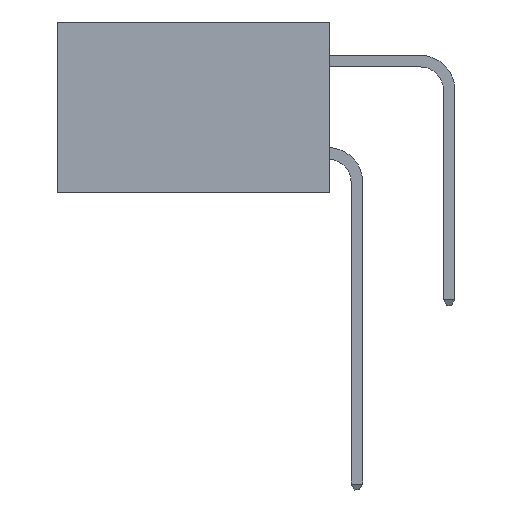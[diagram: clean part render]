
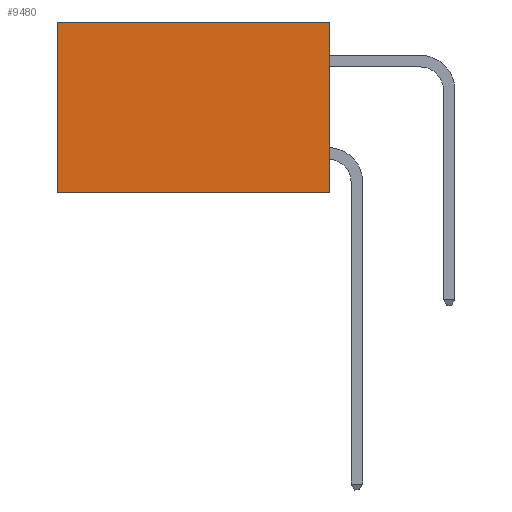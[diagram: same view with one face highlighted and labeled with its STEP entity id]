
A CAD part, left-side view. The second image highlights one B-rep face of the part: STEP entity #9480.
In plain terms, the highlighted planar face has unit normal (-1, 0, 0).
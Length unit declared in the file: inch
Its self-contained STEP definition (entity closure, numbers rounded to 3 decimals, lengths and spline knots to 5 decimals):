
#137 = VERTEX_POINT ( 'NONE', #8351 ) ;
#574 = VERTEX_POINT ( 'NONE', #2674 ) ;
#654 = EDGE_LOOP ( 'NONE', ( #14413, #9993, #14808, #11086 ) ) ;
#839 = CARTESIAN_POINT ( 'NONE',  ( 0.277, 0., -0.37 ) ) ;
#1042 = DIRECTION ( 'NONE',  ( 0., 0., -1. ) ) ;
#1408 = CARTESIAN_POINT ( 'NONE',  ( 0.277, 0., -0.37 ) ) ;
#2444 = EDGE_CURVE ( 'NONE', #137, #9383, #13469, .T. ) ;
#2674 = CARTESIAN_POINT ( 'NONE',  ( 0.277, 0., -0.37 ) ) ;
#2702 = EDGE_CURVE ( 'NONE', #16801, #137, #5896, .T. ) ;
#2782 = DIRECTION ( 'NONE',  ( 0., 0., -1. ) ) ;
#3962 = AXIS2_PLACEMENT_3D ( 'NONE', #1408, #11053, #2782 ) ;
#4051 = VECTOR ( 'NONE', #1042, 39.37008 ) ;
#4071 = EDGE_CURVE ( 'NONE', #574, #9383, #8900, .T. ) ;
#4878 = CARTESIAN_POINT ( 'NONE',  ( 0.277, 0., 0. ) ) ;
#4915 = LINE ( 'NONE', #839, #4051 ) ;
#5631 = VECTOR ( 'NONE', #14937, 39.37008 ) ;
#5896 = LINE ( 'NONE', #4878, #16383 ) ;
#6649 = CARTESIAN_POINT ( 'NONE',  ( 0.277, 0.59, -0.37 ) ) ;
#7053 = EDGE_CURVE ( 'NONE', #16801, #574, #4915, .T. ) ;
#8351 = CARTESIAN_POINT ( 'NONE',  ( 0.277, 0.59, 0. ) ) ;
#8900 = LINE ( 'NONE', #14953, #5631 ) ;
#9383 = VERTEX_POINT ( 'NONE', #6649 ) ;
#9480 = ADVANCED_FACE ( 'NONE', ( #12827 ), #16399, .F. ) ;
#9993 = ORIENTED_EDGE ( 'NONE', *, *, #4071, .F. ) ;
#11053 = DIRECTION ( 'NONE',  ( 1., 0., 0. ) ) ;
#11086 = ORIENTED_EDGE ( 'NONE', *, *, #2702, .T. ) ;
#12827 = FACE_OUTER_BOUND ( 'NONE', #654, .T. ) ;
#13360 = CARTESIAN_POINT ( 'NONE',  ( 0.277, 0.59, -0.37 ) ) ;
#13469 = LINE ( 'NONE', #13360, #14314 ) ;
#13590 = DIRECTION ( 'NONE',  ( 0., 0., -1. ) ) ;
#13657 = CARTESIAN_POINT ( 'NONE',  ( 0.277, 0., 0. ) ) ;
#14314 = VECTOR ( 'NONE', #13590, 39.37008 ) ;
#14413 = ORIENTED_EDGE ( 'NONE', *, *, #2444, .T. ) ;
#14808 = ORIENTED_EDGE ( 'NONE', *, *, #7053, .F. ) ;
#14937 = DIRECTION ( 'NONE',  ( 0., 1., 0. ) ) ;
#14953 = CARTESIAN_POINT ( 'NONE',  ( 0.277, 0., -0.37 ) ) ;
#16383 = VECTOR ( 'NONE', #16552, 39.37008 ) ;
#16399 = PLANE ( 'NONE',  #3962 ) ;
#16552 = DIRECTION ( 'NONE',  ( 0., 1., 0. ) ) ;
#16801 = VERTEX_POINT ( 'NONE', #13657 ) ;
